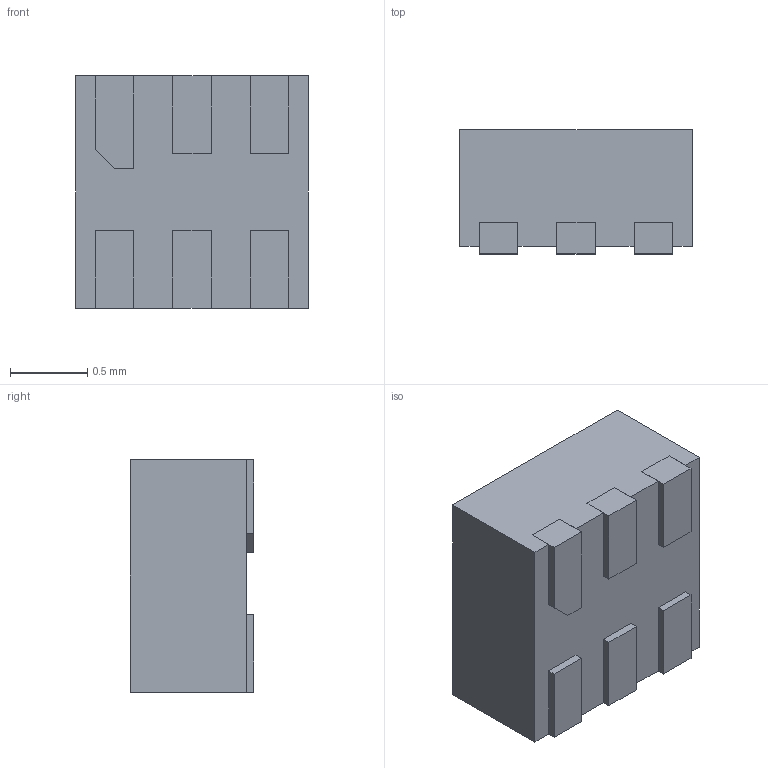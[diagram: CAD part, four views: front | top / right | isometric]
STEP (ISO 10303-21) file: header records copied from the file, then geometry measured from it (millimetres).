
FILE_DESCRIPTION (( 'STEP AP214' ), '1' );
FILE_NAME ('DSE6.STEP', '2020-08-28T03:54:51', ( '' ), ( '' ), 'SwSTEP 2.0', 'SolidWorks 2017', '' );
FILE_SCHEMA (( 'AUTOMOTIVE_DESIGN' ));
Length unit declared in the file: millimetre
Products named in the file (1): DSE6
Bounding box: 1.5 x 0.8 x 1.5 mm (x, y, z)
Volume: 1.7 mm3; surface area: 13.4 mm2
Topology: 8 solids, 8 shells, 75 faces, 174 edges, 116 vertices
Faces by surface type: plane 71, cylinder 4
Entity records: 2611 total; most frequent: CARTESIAN_POINT 366, ORIENTED_EDGE 348, DIRECTION 334, EDGE_CURVE 174, VECTOR 166, LINE 166, VERTEX_POINT 116, AXIS2_PLACEMENT_3D 84
